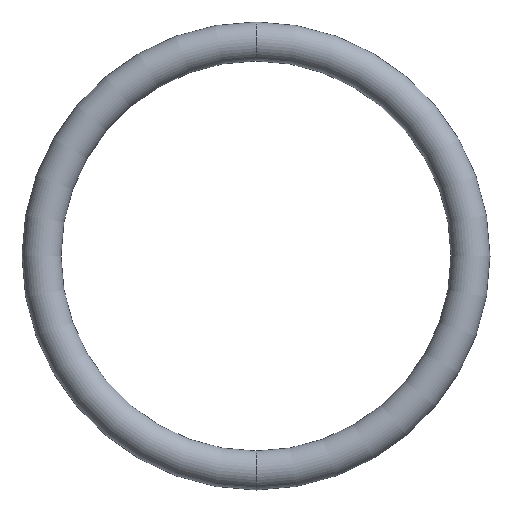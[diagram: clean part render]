
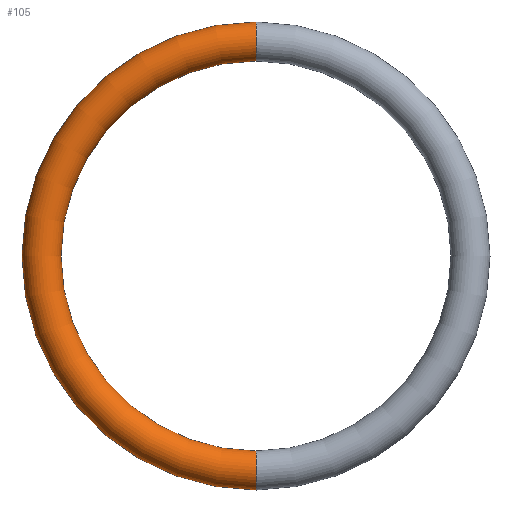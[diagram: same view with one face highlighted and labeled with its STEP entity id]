
A CAD part, front view. The second image highlights one B-rep face of the part: STEP entity #105.
In plain terms, the highlighted toroidal (fillet/blend) face has major radius 66 mm and minor radius 6 mm.
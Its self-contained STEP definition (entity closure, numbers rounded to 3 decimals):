
#4 = EDGE_CURVE ( 'NONE', #25, #43, #204, .T. ) ;
#14 = CARTESIAN_POINT ( 'NONE',  ( 0., 0., 0. ) ) ;
#25 = VERTEX_POINT ( 'NONE', #79 ) ;
#35 = EDGE_CURVE ( 'NONE', #142, #223, #210, .T. ) ;
#36 = DIRECTION ( 'NONE',  ( 0., 0., -1. ) ) ;
#42 = AXIS2_PLACEMENT_3D ( 'NONE', #53, #247, #121 ) ;
#43 = VERTEX_POINT ( 'NONE', #100 ) ;
#53 = CARTESIAN_POINT ( 'NONE',  ( 0., 0., 0. ) ) ;
#63 = AXIS2_PLACEMENT_3D ( 'NONE', #200, #112, #216 ) ;
#65 = FACE_OUTER_BOUND ( 'NONE', #114, .T. ) ;
#66 = ORIENTED_EDGE ( 'NONE', *, *, #35, .T. ) ;
#79 = CARTESIAN_POINT ( 'NONE',  ( 0., 0., 72. ) ) ;
#100 = CARTESIAN_POINT ( 'NONE',  ( 0., 0., 60. ) ) ;
#105 = ADVANCED_FACE ( 'NONE', ( #65 ), #253, .T. ) ;
#109 = DIRECTION ( 'NONE',  ( 0., 0., -1. ) ) ;
#112 = DIRECTION ( 'NONE',  ( 0., -1., 0. ) ) ;
#114 = EDGE_LOOP ( 'NONE', ( #240, #178, #66, #182 ) ) ;
#121 = DIRECTION ( 'NONE',  ( 0., 0., -1. ) ) ;
#136 = EDGE_CURVE ( 'NONE', #43, #223, #239, .T. ) ;
#142 = VERTEX_POINT ( 'NONE', #251 ) ;
#150 = DIRECTION ( 'NONE',  ( 1., 0., 0. ) ) ;
#160 = AXIS2_PLACEMENT_3D ( 'NONE', #265, #150, #36 ) ;
#161 = CIRCLE ( 'NONE', #42, 72. ) ;
#171 = DIRECTION ( 'NONE',  ( 0., 0., 1. ) ) ;
#178 = ORIENTED_EDGE ( 'NONE', *, *, #262, .T. ) ;
#182 = ORIENTED_EDGE ( 'NONE', *, *, #136, .F. ) ;
#200 = CARTESIAN_POINT ( 'NONE',  ( 0., 0., 0. ) ) ;
#204 = CIRCLE ( 'NONE', #160, 6. ) ;
#210 = CIRCLE ( 'NONE', #259, 6. ) ;
#211 = DIRECTION ( 'NONE',  ( -1., 0., 0. ) ) ;
#216 = DIRECTION ( 'NONE',  ( 0., 0., -1. ) ) ;
#223 = VERTEX_POINT ( 'NONE', #224 ) ;
#224 = CARTESIAN_POINT ( 'NONE',  ( 0., 0., -60. ) ) ;
#229 = DIRECTION ( 'NONE',  ( 0., -1., 0. ) ) ;
#239 = CIRCLE ( 'NONE', #63, 60. ) ;
#240 = ORIENTED_EDGE ( 'NONE', *, *, #4, .F. ) ;
#247 = DIRECTION ( 'NONE',  ( 0., -1., 0. ) ) ;
#251 = CARTESIAN_POINT ( 'NONE',  ( 0., 0., -72. ) ) ;
#253 = TOROIDAL_SURFACE ( 'NONE', #271, 66., 6. ) ;
#259 = AXIS2_PLACEMENT_3D ( 'NONE', #267, #211, #171 ) ;
#262 = EDGE_CURVE ( 'NONE', #25, #142, #161, .T. ) ;
#265 = CARTESIAN_POINT ( 'NONE',  ( 0., 0., 66. ) ) ;
#267 = CARTESIAN_POINT ( 'NONE',  ( 0., 0., -66. ) ) ;
#271 = AXIS2_PLACEMENT_3D ( 'NONE', #14, #229, #109 ) ;
